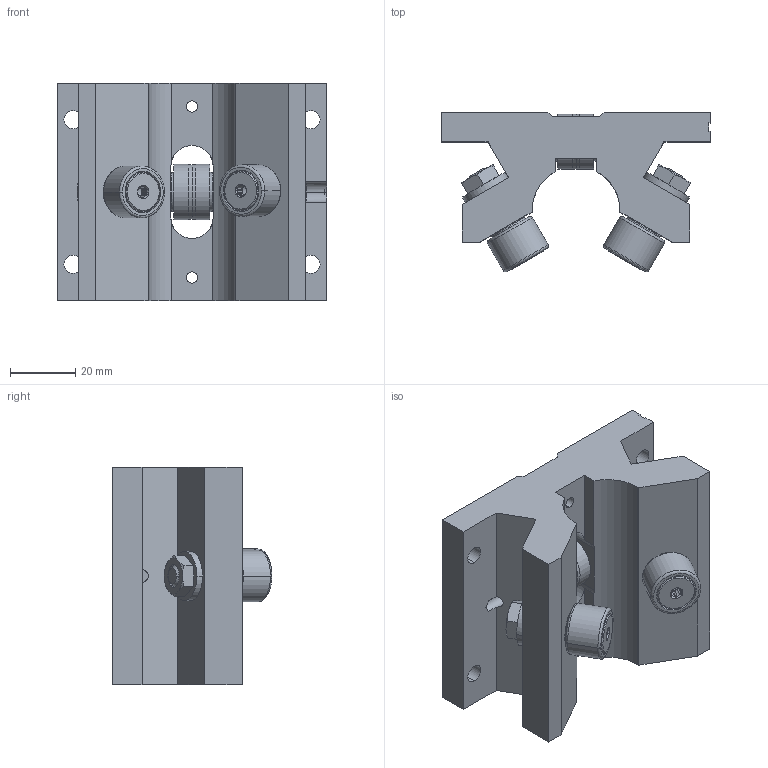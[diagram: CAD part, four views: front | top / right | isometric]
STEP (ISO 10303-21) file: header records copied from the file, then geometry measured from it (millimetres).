
FILE_DESCRIPTION (( 'STEP AP203' ), '1' );
FILE_NAME ('SPB-16-OPN.step', '2024-10-21T11:11:03', ( '' ), ( '' ), 'SwSTEP 2.0', 'SolidWorks 2023', '' );
FILE_SCHEMA (( 'CONFIG_CONTROL_DESIGN' ));
Length unit declared in the file: inch
Products named in the file (1): SPB-16-OPN
Bounding box: 82.55 x 48.96 x 66.67 mm (x, y, z)
Volume: 121858.9 mm3; surface area: 32871.4 mm2
Topology: 8 solids, 8 shells, 281 faces, 684 edges, 427 vertices
Faces by surface type: plane 119, cylinder 88, cone 62, bspline 8, torus 4
Entity records: 8549 total; most frequent: CARTESIAN_POINT 1825, DIRECTION 1420, ORIENTED_EDGE 1352, EDGE_CURVE 676, AXIS2_PLACEMENT_3D 540, VERTEX_POINT 427, VECTOR 340, LINE 340
